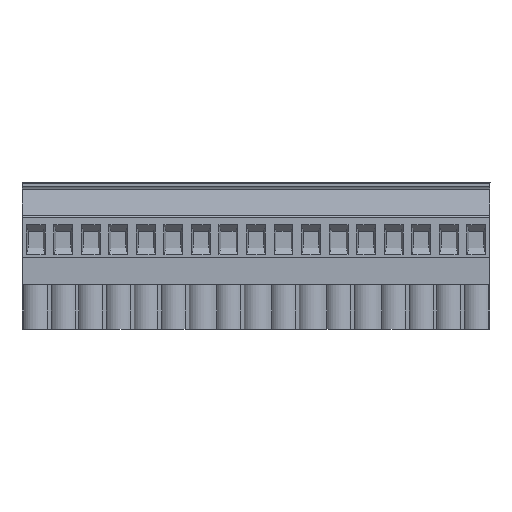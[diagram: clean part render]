
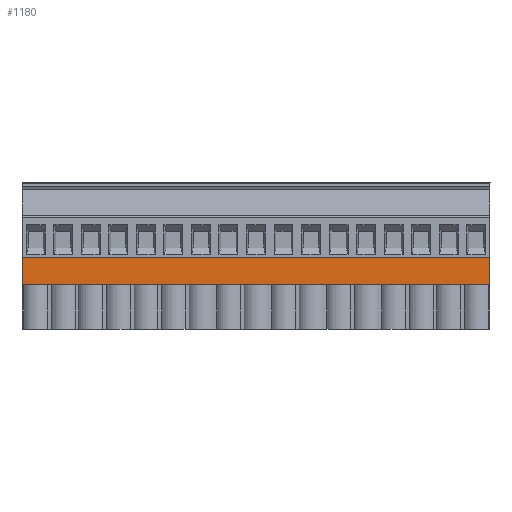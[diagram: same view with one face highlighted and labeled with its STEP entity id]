
A CAD part, top view. The second image highlights one B-rep face of the part: STEP entity #1180.
In plain terms, the highlighted planar face has unit normal (0, 0, 1).
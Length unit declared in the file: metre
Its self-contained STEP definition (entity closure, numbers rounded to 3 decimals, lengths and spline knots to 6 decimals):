
#1180=ADVANCED_FACE('',(#2596),#2597,.F.);
#2596=FACE_OUTER_BOUND('',#4204,.T.);
#2597=PLANE('',#4205);
#4204=EDGE_LOOP('',(#7568,#7569,#7570,#7571));
#4205=AXIS2_PLACEMENT_3D('',#7572,#7573,#7574);
#7568=ORIENTED_EDGE('',*,*,#10429,.T.);
#7569=ORIENTED_EDGE('',*,*,#10412,.T.);
#7570=ORIENTED_EDGE('',*,*,#10430,.F.);
#7571=ORIENTED_EDGE('',*,*,#9313,.F.);
#7572=CARTESIAN_POINT('',(-0.00508,0.004997,0.));
#7573=DIRECTION('',(0.,0.,-1.0));
#7574=DIRECTION('',(0.0,-1.0,0.));
#9313=EDGE_CURVE('',#11148,#11150,#11151,.T.);
#10412=EDGE_CURVE('',#12813,#12814,#12815,.T.);
#10429=EDGE_CURVE('',#11148,#12813,#12835,.T.);
#10430=EDGE_CURVE('',#11150,#12814,#12836,.T.);
#11148=VERTEX_POINT('',#13766);
#11150=VERTEX_POINT('',#13769);
#11151=LINE('',#13770,#13771);
#12813=VERTEX_POINT('',#16077);
#12814=VERTEX_POINT('',#16078);
#12815=LINE('',#16079,#16080);
#12835=LINE('',#16110,#16111);
#12836=LINE('',#16112,#16113);
#13766=CARTESIAN_POINT('',(0.0,0.,0.));
#13769=CARTESIAN_POINT('',(0.0,0.005,0.));
#13770=CARTESIAN_POINT('',(0.0,0.004997,0.));
#13771=VECTOR('',#16834,1.0);
#16077=CARTESIAN_POINT('',(0.08636,0.0,0.0));
#16078=CARTESIAN_POINT('',(0.08636,0.005,0.0));
#16079=CARTESIAN_POINT('',(0.08636,0.004997,0.0));
#16080=VECTOR('',#17990,1.0);
#16110=CARTESIAN_POINT('',(-0.00508,0.,0.));
#16111=VECTOR('',#18010,1.0);
#16112=CARTESIAN_POINT('',(-0.00508,0.005,0.));
#16113=VECTOR('',#18011,1.0);
#16834=DIRECTION('',(0.,1.0,0.));
#17990=DIRECTION('',(0.,1.0,0.));
#18010=DIRECTION('',(1.0,0.,0.));
#18011=DIRECTION('',(1.0,0.,0.));
